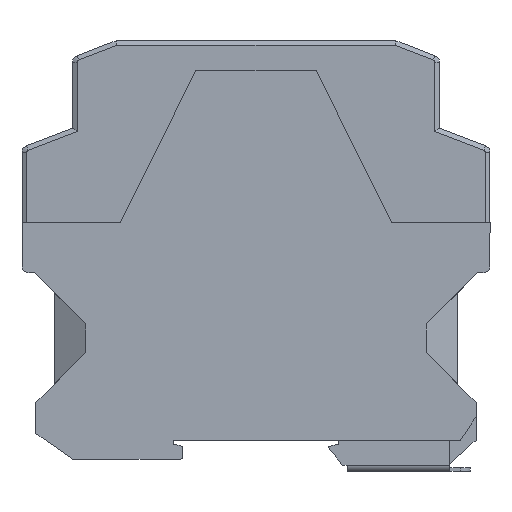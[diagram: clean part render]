
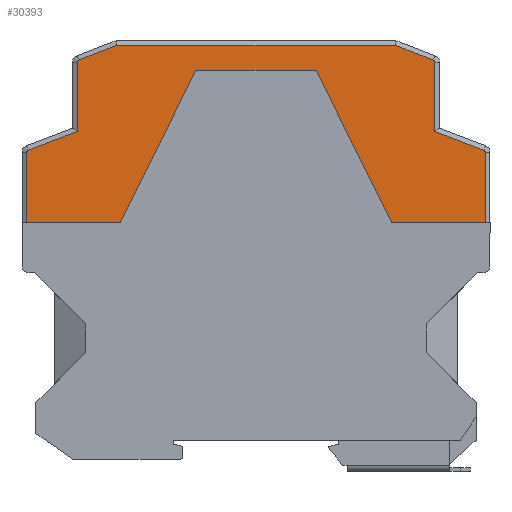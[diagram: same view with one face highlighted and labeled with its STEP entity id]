
A CAD part, left-side view. The second image highlights one B-rep face of the part: STEP entity #30393.
In plain terms, the highlighted face is planar.
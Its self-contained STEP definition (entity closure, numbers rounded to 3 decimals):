
#1627=CIRCLE('',#32171,0.5);
#1629=CIRCLE('',#32176,0.5);
#1655=CIRCLE('',#32325,0.5);
#1656=CIRCLE('',#32326,0.5);
#3694=VERTEX_POINT('',#45168);
#3695=VERTEX_POINT('',#45169);
#3706=VERTEX_POINT('',#45195);
#3707=VERTEX_POINT('',#45196);
#3718=VERTEX_POINT('',#45219);
#3719=VERTEX_POINT('',#45221);
#3759=VERTEX_POINT('',#45315);
#3760=VERTEX_POINT('',#45316);
#3781=VERTEX_POINT('',#45371);
#3788=VERTEX_POINT('',#45390);
#3916=VERTEX_POINT('',#45762);
#3917=VERTEX_POINT('',#45763);
#3920=VERTEX_POINT('',#45771);
#3921=VERTEX_POINT('',#45773);
#3949=VERTEX_POINT('',#45905);
#3950=VERTEX_POINT('',#45907);
#3954=VERTEX_POINT('',#45945);
#3955=VERTEX_POINT('',#45948);
#7103=VECTOR('',#37096,1.);
#7146=VECTOR('',#37153,1.);
#7172=VECTOR('',#37191,1.);
#7180=VECTOR('',#37202,1.);
#7358=VECTOR('',#37467,1.);
#7363=VECTOR('',#37473,1.);
#7365=VECTOR('',#37476,1.);
#7373=VECTOR('',#37487,1.);
#7428=VECTOR('',#37578,1.);
#7431=VECTOR('',#37583,1.);
#7446=VECTOR('',#37626,1.);
#7447=VECTOR('',#37627,1.);
#7448=VECTOR('',#37630,1.);
#7449=VECTOR('',#37631,1.);
#10741=LINE('',#45220,#7103);
#10784=LINE('',#45314,#7146);
#10810=LINE('',#45372,#7172);
#10818=LINE('',#45389,#7180);
#10996=LINE('',#45761,#7358);
#11001=LINE('',#45772,#7363);
#11003=LINE('',#45776,#7365);
#11011=LINE('',#45789,#7373);
#11066=LINE('',#45898,#7428);
#11069=LINE('',#45906,#7431);
#11084=LINE('',#45946,#7446);
#11085=LINE('',#45947,#7447);
#11086=LINE('',#45950,#7448);
#11087=LINE('',#45951,#7449);
#14868=EDGE_CURVE('',#3694,#3695,#1627,.T.);
#14880=EDGE_CURVE('',#3706,#3707,#1629,.T.);
#14892=EDGE_CURVE('',#3718,#3719,#10741,.T.);
#14937=EDGE_CURVE('',#3759,#3760,#10784,.T.);
#14965=EDGE_CURVE('',#3694,#3781,#10810,.T.);
#14973=EDGE_CURVE('',#3760,#3788,#10818,.T.);
#15168=EDGE_CURVE('',#3916,#3917,#10996,.T.);
#15173=EDGE_CURVE('',#3920,#3921,#11001,.T.);
#15175=EDGE_CURVE('',#3695,#3920,#11003,.T.);
#15183=EDGE_CURVE('',#3788,#3781,#11011,.T.);
#15240=EDGE_CURVE('',#3707,#3916,#11066,.T.);
#15243=EDGE_CURVE('',#3949,#3950,#11069,.T.);
#15263=EDGE_CURVE('',#3917,#3954,#1655,.T.);
#15264=EDGE_CURVE('',#3950,#3706,#11084,.T.);
#15265=EDGE_CURVE('',#3949,#3955,#11085,.T.);
#15266=EDGE_CURVE('',#3921,#3955,#1656,.T.);
#15267=EDGE_CURVE('',#3719,#3759,#11086,.T.);
#15268=EDGE_CURVE('',#3954,#3718,#11087,.T.);
#22842=ORIENTED_EDGE('',*,*,#15263,.F.);
#22843=ORIENTED_EDGE('',*,*,#15168,.F.);
#22844=ORIENTED_EDGE('',*,*,#15240,.F.);
#22845=ORIENTED_EDGE('',*,*,#14880,.F.);
#22846=ORIENTED_EDGE('',*,*,#15264,.F.);
#22847=ORIENTED_EDGE('',*,*,#15243,.F.);
#22848=ORIENTED_EDGE('',*,*,#15265,.T.);
#22849=ORIENTED_EDGE('',*,*,#15266,.F.);
#22850=ORIENTED_EDGE('',*,*,#15173,.F.);
#22851=ORIENTED_EDGE('',*,*,#15175,.F.);
#22852=ORIENTED_EDGE('',*,*,#14868,.F.);
#22853=ORIENTED_EDGE('',*,*,#14965,.T.);
#22854=ORIENTED_EDGE('',*,*,#15183,.F.);
#22855=ORIENTED_EDGE('',*,*,#14973,.F.);
#22856=ORIENTED_EDGE('',*,*,#14937,.F.);
#22857=ORIENTED_EDGE('',*,*,#15267,.F.);
#22858=ORIENTED_EDGE('',*,*,#14892,.F.);
#22859=ORIENTED_EDGE('',*,*,#15268,.F.);
#26780=EDGE_LOOP('',(#22842,#22843,#22844,#22845,#22846,#22847,#22848,#22849,
#22850,#22851,#22852,#22853,#22854,#22855,#22856,#22857,#22858,#22859));
#28645=FACE_BOUND('',#26780,.T.);
#30393=ADVANCED_FACE('',(#28645),#49220,.T.);
#32171=AXIS2_PLACEMENT_3D('',#45167,#37063,#37064);
#32176=AXIS2_PLACEMENT_3D('',#45194,#37081,#37082);
#32324=AXIS2_PLACEMENT_3D('',#45943,#37623,$);
#32325=AXIS2_PLACEMENT_3D('',#45944,#37624,#37625);
#32326=AXIS2_PLACEMENT_3D('',#45949,#37628,#37629);
#37063=DIRECTION('',(0.,0.,1.));
#37064=DIRECTION('',(0.5,0.,0.));
#37081=DIRECTION('',(0.,0.,1.));
#37082=DIRECTION('',(0.5,0.,0.));
#37096=DIRECTION('',(1.,0.,0.));
#37153=DIRECTION('',(1.,0.,0.));
#37191=DIRECTION('',(0.,-1.,0.));
#37202=DIRECTION('',(0.446,-0.895,0.));
#37467=DIRECTION('',(-0.934,-0.358,0.));
#37473=DIRECTION('',(0.,1.,0.));
#37476=DIRECTION('',(-0.934,0.358,0.));
#37487=DIRECTION('',(1.,0.,0.));
#37578=DIRECTION('',(0.,-1.,0.));
#37583=DIRECTION('',(-1.,0.,0.));
#37623=DIRECTION('',(0.,0.,-1.));
#37624=DIRECTION('',(0.,0.,1.));
#37625=DIRECTION('',(0.5,0.,0.));
#37626=DIRECTION('',(-0.934,-0.358,0.));
#37627=DIRECTION('',(0.934,-0.358,0.));
#37628=DIRECTION('',(0.,0.,1.));
#37629=DIRECTION('',(0.5,0.,0.));
#37630=DIRECTION('',(0.446,0.895,0.));
#37631=DIRECTION('',(0.,-1.,0.));
#45167=CARTESIAN_POINT('',(48.,91.368,3.8));
#45168=CARTESIAN_POINT('',(48.5,91.368,3.8));
#45169=CARTESIAN_POINT('',(48.179,91.835,3.8));
#45194=CARTESIAN_POINT('',(-37.3,110.438,3.8));
#45195=CARTESIAN_POINT('',(-37.479,110.904,3.8));
#45196=CARTESIAN_POINT('',(-37.8,110.438,3.8));
#45219=CARTESIAN_POINT('',(-48.5,76.5,3.8));
#45220=CARTESIAN_POINT('',(0.,76.5,3.8));
#45221=CARTESIAN_POINT('',(-28.75,76.5,3.8));
#45314=CARTESIAN_POINT('',(0.,108.7,3.8));
#45315=CARTESIAN_POINT('',(-12.7,108.7,3.8));
#45316=CARTESIAN_POINT('',(12.7,108.7,3.8));
#45371=CARTESIAN_POINT('',(48.5,76.5,3.8));
#45372=CARTESIAN_POINT('',(48.5,0.,3.8));
#45389=CARTESIAN_POINT('',(66.881,0.,3.8));
#45390=CARTESIAN_POINT('',(28.75,76.5,3.8));
#45761=CARTESIAN_POINT('',(0.,110.296,3.8));
#45762=CARTESIAN_POINT('',(-37.8,95.812,3.8));
#45763=CARTESIAN_POINT('',(-48.179,91.835,3.8));
#45771=CARTESIAN_POINT('',(37.8,95.812,3.8));
#45772=CARTESIAN_POINT('',(37.8,0.,3.8));
#45773=CARTESIAN_POINT('',(37.8,110.438,3.8));
#45776=CARTESIAN_POINT('',(0.,110.296,3.8));
#45789=CARTESIAN_POINT('',(0.,76.5,3.8));
#45898=CARTESIAN_POINT('',(-37.8,0.,3.8));
#45905=CARTESIAN_POINT('',(29.415,114.,3.8));
#45906=CARTESIAN_POINT('',(0.,114.,3.8));
#45907=CARTESIAN_POINT('',(-29.415,114.,3.8));
#45943=CARTESIAN_POINT('',(-32.387,84.907,3.8));
#45944=CARTESIAN_POINT('',(-48.,91.368,3.8));
#45945=CARTESIAN_POINT('',(-48.5,91.368,3.8));
#45946=CARTESIAN_POINT('',(0.,125.291,3.8));
#45947=CARTESIAN_POINT('',(0.,125.291,3.8));
#45948=CARTESIAN_POINT('',(37.479,110.904,3.8));
#45949=CARTESIAN_POINT('',(37.3,110.438,3.8));
#45950=CARTESIAN_POINT('',(-66.881,0.,3.8));
#45951=CARTESIAN_POINT('',(-48.5,0.,3.8));
#49220=PLANE('',#32324);
